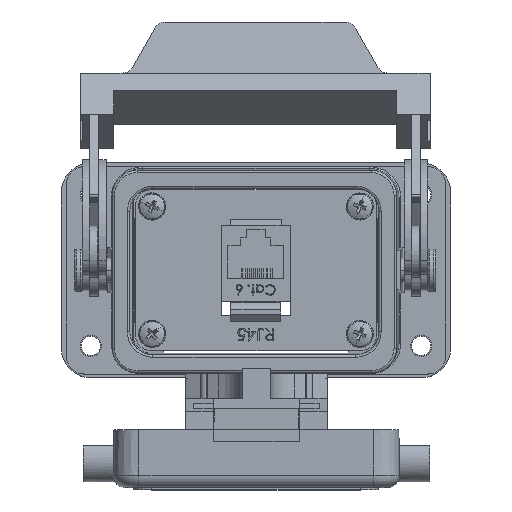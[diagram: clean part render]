
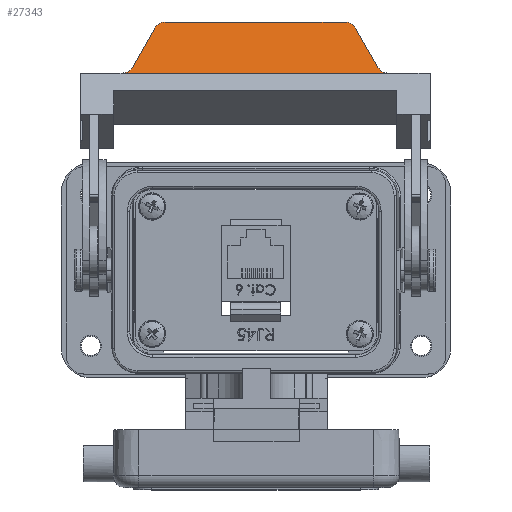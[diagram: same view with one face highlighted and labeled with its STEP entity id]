
A CAD part, top view. The second image highlights one B-rep face of the part: STEP entity #27343.
In plain terms, the highlighted planar face has unit normal (0, 0.26, 0.966).
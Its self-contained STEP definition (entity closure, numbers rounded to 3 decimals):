
#121 = VERTEX_POINT ( 'NONE', #38678 ) ;
#144 = CARTESIAN_POINT ( 'NONE',  ( -21.055, 51.785, 22.502 ) ) ;
#942 = DIRECTION ( 'NONE',  ( 1., 0., 0. ) ) ;
#950 = VERTEX_POINT ( 'NONE', #32006 ) ;
#1270 = CARTESIAN_POINT ( 'NONE',  ( -37.351, 41.422, 25.292 ) ) ;
#1563 = DIRECTION ( 'NONE',  ( -0.484, -0.845, 0.228 ) ) ;
#2134 = PLANE ( 'NONE',  #20860 ) ;
#2470 = VECTOR ( 'NONE', #19206, 1000. ) ;
#2535 = CARTESIAN_POINT ( 'NONE',  ( -21.519, 50.974, 22.72 ) ) ;
#2557 = EDGE_CURVE ( 'NONE', #950, #22086, #32417, .T. ) ;
#3801 = VERTEX_POINT ( 'NONE', #40349 ) ;
#4573 = EDGE_CURVE ( 'NONE', #26044, #4599, #28019, .T. ) ;
#4599 = VERTEX_POINT ( 'NONE', #25827 ) ;
#5443 = VECTOR ( 'NONE', #13496, 1000. ) ;
#6031 = LINE ( 'NONE', #25876, #2470 ) ;
#6104 = VERTEX_POINT ( 'NONE', #21441 ) ;
#7990 = CARTESIAN_POINT ( 'NONE',  ( -28.461, 41.422, 25.292 ) ) ;
#8655 = EDGE_CURVE ( 'NONE', #6104, #38475, #24996, .T. ) ;
#8717 = CARTESIAN_POINT ( 'NONE',  ( 20.985, 50.974, 22.72 ) ) ;
#10399 = ORIENTED_EDGE ( 'NONE', *, *, #2557, .T. ) ;
#12423 = ORIENTED_EDGE ( 'NONE', *, *, #26294, .T. ) ;
#12811 = CARTESIAN_POINT ( 'NONE',  ( -27.53, 41.422, 25.292 ) ) ;
#13157 = ORIENTED_EDGE ( 'NONE', *, *, #8655, .F. ) ;
#13367 = EDGE_CURVE ( 'NONE', #22086, #3801, #20579, .T. ) ;
#13496 = DIRECTION ( 'NONE',  ( 0.484, -0.845, 0.228 ) ) ;
#13817 = EDGE_CURVE ( 'NONE', #38475, #121, #14351, .T. ) ;
#14130 = CARTESIAN_POINT ( 'NONE',  ( 11.508, 67.518, 18.266 ) ) ;
#14299 = CARTESIAN_POINT ( 'NONE',  ( -29.419, 37.185, 26.433 ) ) ;
#14351 = LINE ( 'NONE', #14130, #5443 ) ;
#16039 = CARTESIAN_POINT ( 'NONE',  ( -19.317, 52.253, 22.376 ) ) ;
#16552 = CARTESIAN_POINT ( 'NONE',  ( -19.317, 52.253, 22.376 ) ) ;
#18750 = VECTOR ( 'NONE', #1563, 1000. ) ;
#19077 = CARTESIAN_POINT ( 'NONE',  ( -26.259, 42.7, 24.948 ) ) ;
#19206 = DIRECTION ( 'NONE',  ( -1., 0., 0. ) ) ;
#20579 = LINE ( 'NONE', #33742, #38566 ) ;
#20643 = CARTESIAN_POINT ( 'NONE',  ( 20.985, 50.974, 22.72 ) ) ;
#20860 = AXIS2_PLACEMENT_3D ( 'NONE', #1270, #35748, #22174 ) ;
#21441 = CARTESIAN_POINT ( 'NONE',  ( 18.783, 52.253, 22.376 ) ) ;
#21662 = CARTESIAN_POINT ( 'NONE',  ( 19.714, 52.253, 22.376 ) ) ;
#22086 = VERTEX_POINT ( 'NONE', #7990 ) ;
#22174 = DIRECTION ( 'NONE',  ( 0., 0.966, -0.26 ) ) ;
#22236 = EDGE_CURVE ( 'NONE', #6104, #26044, #6031, .T. ) ;
#23621 = ORIENTED_EDGE ( 'NONE', *, *, #4573, .T. ) ;
#23642 = ORIENTED_EDGE ( 'NONE', *, *, #13817, .F. ) ;
#24204 = LINE ( 'NONE', #14299, #18750 ) ;
#24465 = CARTESIAN_POINT ( 'NONE',  ( 20.521, 51.785, 22.502 ) ) ;
#24819 = EDGE_CURVE ( 'NONE', #121, #3801, #30779, .T. ) ;
#24996 =( BOUNDED_CURVE ( )  B_SPLINE_CURVE ( 3, ( #37403, #21662, #24465, #8717 ),
 .UNSPECIFIED., .F., .T. ) 
 B_SPLINE_CURVE_WITH_KNOTS ( ( 4, 4 ),
 ( 3.142, 4.191 ),
 .UNSPECIFIED. ) 
 CURVE ( )  GEOMETRIC_REPRESENTATION_ITEM ( )  RATIONAL_B_SPLINE_CURVE ( ( 1., 0.91, 0.91, 1. ) ) 
 REPRESENTATION_ITEM ( '' )  );
#25454 = ORIENTED_EDGE ( 'NONE', *, *, #24819, .F. ) ;
#25827 = CARTESIAN_POINT ( 'NONE',  ( -21.519, 50.974, 22.72 ) ) ;
#25853 = ORIENTED_EDGE ( 'NONE', *, *, #22236, .T. ) ;
#25876 = CARTESIAN_POINT ( 'NONE',  ( -37.351, 52.253, 22.376 ) ) ;
#26044 = VERTEX_POINT ( 'NONE', #16039 ) ;
#26294 = EDGE_CURVE ( 'NONE', #4599, #950, #24204, .T. ) ;
#26375 = EDGE_LOOP ( 'NONE', ( #13157, #25853, #23621, #12423, #10399, #41441, #25454, #23642 ) ) ;
#27343 = ADVANCED_FACE ( 'NONE', ( #31693 ), #2134, .F. ) ;
#28019 =( BOUNDED_CURVE ( )  B_SPLINE_CURVE ( 3, ( #16552, #39183, #144, #2535 ),
 .UNSPECIFIED., .F., .F. ) 
 B_SPLINE_CURVE_WITH_KNOTS ( ( 4, 4 ),
 ( 3.142, 4.191 ),
 .UNSPECIFIED. ) 
 CURVE ( )  GEOMETRIC_REPRESENTATION_ITEM ( )  RATIONAL_B_SPLINE_CURVE ( ( 1., 0.91, 0.91, 1. ) ) 
 REPRESENTATION_ITEM ( '' )  );
#30028 = CARTESIAN_POINT ( 'NONE',  ( 27.927, 41.422, 25.292 ) ) ;
#30779 =( BOUNDED_CURVE ( )  B_SPLINE_CURVE ( 3, ( #34112, #40356, #40573, #30028 ),
 .UNSPECIFIED., .F., .T. ) 
 B_SPLINE_CURVE_WITH_KNOTS ( ( 4, 4 ),
 ( 5.234, 6.283 ),
 .UNSPECIFIED. ) 
 CURVE ( )  GEOMETRIC_REPRESENTATION_ITEM ( )  RATIONAL_B_SPLINE_CURVE ( ( 1., 0.91, 0.91, 1. ) ) 
 REPRESENTATION_ITEM ( '' )  );
#31693 = FACE_OUTER_BOUND ( 'NONE', #26375, .T. ) ;
#32006 = CARTESIAN_POINT ( 'NONE',  ( -26.259, 42.7, 24.948 ) ) ;
#32227 = CARTESIAN_POINT ( 'NONE',  ( -26.723, 41.89, 25.166 ) ) ;
#32417 =( BOUNDED_CURVE ( )  B_SPLINE_CURVE ( 3, ( #19077, #32227, #12811, #39108 ),
 .UNSPECIFIED., .F., .F. ) 
 B_SPLINE_CURVE_WITH_KNOTS ( ( 4, 4 ),
 ( 5.234, 6.283 ),
 .UNSPECIFIED. ) 
 CURVE ( )  GEOMETRIC_REPRESENTATION_ITEM ( )  RATIONAL_B_SPLINE_CURVE ( ( 1., 0.91, 0.91, 1. ) ) 
 REPRESENTATION_ITEM ( '' )  );
#33742 = CARTESIAN_POINT ( 'NONE',  ( -37.351, 41.422, 25.292 ) ) ;
#34112 = CARTESIAN_POINT ( 'NONE',  ( 25.725, 42.7, 24.948 ) ) ;
#35748 = DIRECTION ( 'NONE',  ( 0., -0.26, -0.966 ) ) ;
#37403 = CARTESIAN_POINT ( 'NONE',  ( 18.783, 52.253, 22.376 ) ) ;
#38475 = VERTEX_POINT ( 'NONE', #20643 ) ;
#38566 = VECTOR ( 'NONE', #942, 1000. ) ;
#38678 = CARTESIAN_POINT ( 'NONE',  ( 25.725, 42.7, 24.948 ) ) ;
#39108 = CARTESIAN_POINT ( 'NONE',  ( -28.461, 41.422, 25.292 ) ) ;
#39183 = CARTESIAN_POINT ( 'NONE',  ( -20.249, 52.253, 22.376 ) ) ;
#40349 = CARTESIAN_POINT ( 'NONE',  ( 27.927, 41.422, 25.292 ) ) ;
#40356 = CARTESIAN_POINT ( 'NONE',  ( 26.189, 41.89, 25.166 ) ) ;
#40573 = CARTESIAN_POINT ( 'NONE',  ( 26.995, 41.422, 25.292 ) ) ;
#41441 = ORIENTED_EDGE ( 'NONE', *, *, #13367, .T. ) ;
